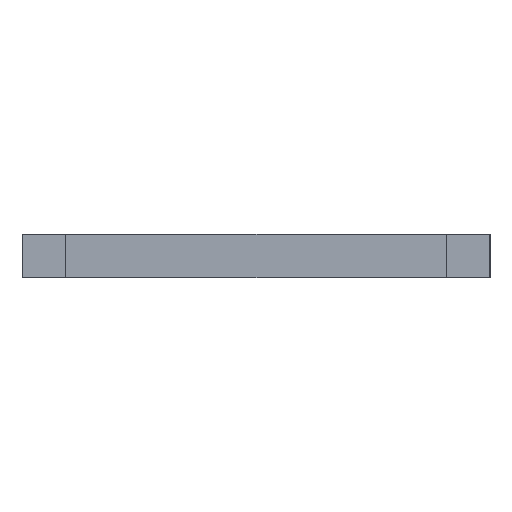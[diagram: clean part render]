
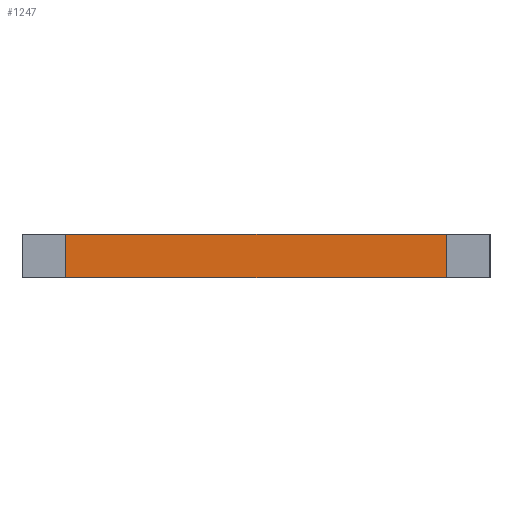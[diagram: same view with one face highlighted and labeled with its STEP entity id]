
A CAD part, left-side view. The second image highlights one B-rep face of the part: STEP entity #1247.
In plain terms, the highlighted planar face has unit normal (-1, 0, 0).
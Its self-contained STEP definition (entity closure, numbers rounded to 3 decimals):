
#265=DIRECTION('',(0.,-1.,0.));
#266=VECTOR('',#265,70.);
#267=CARTESIAN_POINT('',(0.,35.,8.));
#268=LINE('',#267,#266);
#269=DIRECTION('',(0.,0.,1.));
#270=VECTOR('',#269,8.);
#271=CARTESIAN_POINT('',(0.,-35.,0.));
#272=LINE('',#271,#270);
#273=DIRECTION('',(0.,1.,0.));
#274=VECTOR('',#273,70.);
#275=CARTESIAN_POINT('',(0.,-35.,0.));
#276=LINE('',#275,#274);
#277=DIRECTION('',(0.,0.,1.));
#278=VECTOR('',#277,8.);
#279=CARTESIAN_POINT('',(0.,35.,0.));
#280=LINE('',#279,#278);
#899=CARTESIAN_POINT('',(0.,35.,0.));
#900=VERTEX_POINT('',#899);
#951=CARTESIAN_POINT('',(0.,35.,8.));
#952=VERTEX_POINT('',#951);
#1035=CARTESIAN_POINT('',(0.,-35.,0.));
#1036=VERTEX_POINT('',#1035);
#1087=CARTESIAN_POINT('',(0.,-35.,8.));
#1088=VERTEX_POINT('',#1087);
#1233=CARTESIAN_POINT('',(0.,35.,0.));
#1234=DIRECTION('',(-1.,0.,0.));
#1235=DIRECTION('',(0.,-1.,0.));
#1236=AXIS2_PLACEMENT_3D('',#1233,#1234,#1235);
#1237=PLANE('',#1236);
#1239=ORIENTED_EDGE('',*,*,#1238,.T.);
#1241=ORIENTED_EDGE('',*,*,#1240,.F.);
#1242=ORIENTED_EDGE('',*,*,#1094,.T.);
#1244=ORIENTED_EDGE('',*,*,#1243,.T.);
#1245=EDGE_LOOP('',(#1239,#1241,#1242,#1244));
#1246=FACE_OUTER_BOUND('',#1245,.F.);
#1247=ADVANCED_FACE('',(#1246),#1237,.T.);
#1094=EDGE_CURVE('',#1036,#900,#276,.T.);
#1238=EDGE_CURVE('',#952,#1088,#268,.T.);
#1240=EDGE_CURVE('',#1036,#1088,#272,.T.);
#1243=EDGE_CURVE('',#900,#952,#280,.T.);
